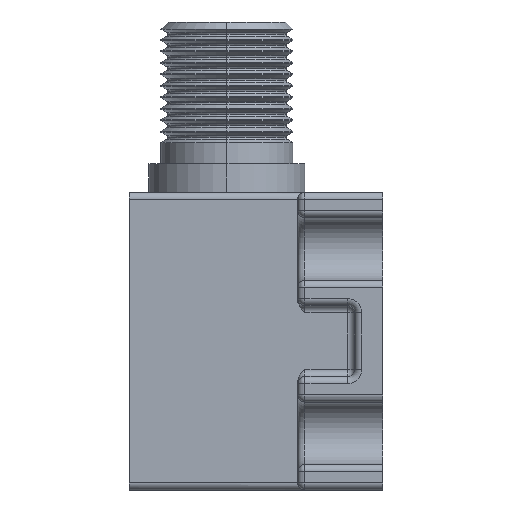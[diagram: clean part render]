
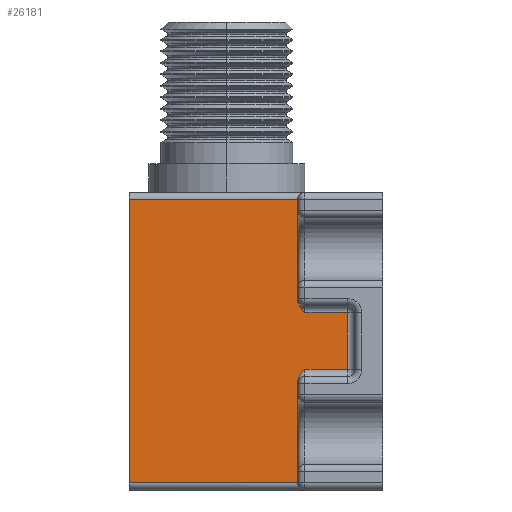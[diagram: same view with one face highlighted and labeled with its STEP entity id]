
A CAD part, left-side view. The second image highlights one B-rep face of the part: STEP entity #26181.
In plain terms, the highlighted planar face has unit normal (-1, 0, 0).
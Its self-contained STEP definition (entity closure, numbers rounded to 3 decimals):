
#11 = CARTESIAN_POINT ( 'NONE',  ( -29., 5.621, 2.121 ) ) ;
#219 = ORIENTED_EDGE ( 'NONE', *, *, #8552, .T. ) ;
#275 = CARTESIAN_POINT ( 'NONE',  ( -29., 6., 10.5 ) ) ;
#514 = EDGE_CURVE ( 'NONE', #17961, #12721, #19388, .T. ) ;
#564 = CARTESIAN_POINT ( 'NONE',  ( -29., 5.5, 2. ) ) ;
#1134 = VERTEX_POINT ( 'NONE', #34383 ) ;
#1296 = LINE ( 'NONE', #31804, #13029 ) ;
#1416 = EDGE_CURVE ( 'NONE', #29822, #25637, #22750, .T. ) ;
#1456 = LINE ( 'NONE', #9042, #20464 ) ;
#2978 = DIRECTION ( 'NONE',  ( 0., 1., 0. ) ) ;
#3198 = LINE ( 'NONE', #31101, #5340 ) ;
#3880 = EDGE_CURVE ( 'NONE', #29822, #1134, #8950, .T. ) ;
#4307 = DIRECTION ( 'NONE',  ( 0., 0., -1. ) ) ;
#4580 = VERTEX_POINT ( 'NONE', #12370 ) ;
#4674 = CARTESIAN_POINT ( 'NONE',  ( -29., 6., 10.5 ) ) ;
#5340 = VECTOR ( 'NONE', #11872, 1000. ) ;
#6739 = B_SPLINE_CURVE_WITH_KNOTS ( 'NONE', 3,
 ( #18345, #29251, #29612, #10016, #23523, #15567 ),
 .UNSPECIFIED., .F., .F.,
 ( 4, 2, 4 ),
 ( 0., 0.001, 0.001 ),
 .UNSPECIFIED. ) ;
#7340 = VERTEX_POINT ( 'NONE', #11640 ) ;
#7372 = DIRECTION ( 'NONE',  ( 1., 0., 0. ) ) ;
#7379 = ORIENTED_EDGE ( 'NONE', *, *, #10355, .T. ) ;
#7984 = CARTESIAN_POINT ( 'NONE',  ( -29., 5.5, -2. ) ) ;
#8552 = EDGE_CURVE ( 'NONE', #25637, #17961, #3198, .T. ) ;
#8874 = CARTESIAN_POINT ( 'NONE',  ( -29., 6., 2.866 ) ) ;
#8950 = LINE ( 'NONE', #275, #11141 ) ;
#9042 = CARTESIAN_POINT ( 'NONE',  ( -29., 0., 2. ) ) ;
#9065 = DIRECTION ( 'NONE',  ( 0., 0., 1. ) ) ;
#9396 = DIRECTION ( 'NONE',  ( 0., 1., 0. ) ) ;
#9455 = PLANE ( 'NONE',  #29315 ) ;
#9832 = CARTESIAN_POINT ( 'NONE',  ( -29., 5.5, 2. ) ) ;
#10016 = CARTESIAN_POINT ( 'NONE',  ( -29., 5.744, -2.244 ) ) ;
#10317 = VERTEX_POINT ( 'NONE', #9832 ) ;
#10355 = EDGE_CURVE ( 'NONE', #4580, #12777, #6739, .T. ) ;
#11141 = VECTOR ( 'NONE', #11539, 1000. ) ;
#11539 = DIRECTION ( 'NONE',  ( 0., 0., -1. ) ) ;
#11640 = CARTESIAN_POINT ( 'NONE',  ( -29., 2.5, -2. ) ) ;
#11699 = CARTESIAN_POINT ( 'NONE',  ( -29., 0., 10.5 ) ) ;
#11872 = DIRECTION ( 'NONE',  ( 0., 0., -1. ) ) ;
#12370 = CARTESIAN_POINT ( 'NONE',  ( -29., 6., -2.866 ) ) ;
#12721 = VERTEX_POINT ( 'NONE', #24442 ) ;
#12777 = VERTEX_POINT ( 'NONE', #7984 ) ;
#13029 = VECTOR ( 'NONE', #9065, 1000. ) ;
#13316 = ORIENTED_EDGE ( 'NONE', *, *, #24376, .T. ) ;
#14109 = ORIENTED_EDGE ( 'NONE', *, *, #36506, .F. ) ;
#14428 = VECTOR ( 'NONE', #4307, 1000. ) ;
#15567 = CARTESIAN_POINT ( 'NONE',  ( -29., 5.5, -2. ) ) ;
#16830 = CARTESIAN_POINT ( 'NONE',  ( -29., 6., 2.693 ) ) ;
#16925 = VECTOR ( 'NONE', #18649, 1000. ) ;
#17010 = VERTEX_POINT ( 'NONE', #23240 ) ;
#17961 = VERTEX_POINT ( 'NONE', #19012 ) ;
#18345 = CARTESIAN_POINT ( 'NONE',  ( -29., 6., -2.866 ) ) ;
#18458 = CARTESIAN_POINT ( 'NONE',  ( -29., 0., -2. ) ) ;
#18649 = DIRECTION ( 'NONE',  ( 0., -1., 0. ) ) ;
#18680 = EDGE_CURVE ( 'NONE', #17010, #10317, #1456, .T. ) ;
#19012 = CARTESIAN_POINT ( 'NONE',  ( -29., 17.9, -10. ) ) ;
#19388 = LINE ( 'NONE', #22158, #19537 ) ;
#19537 = VECTOR ( 'NONE', #30657, 1000. ) ;
#20277 = ORIENTED_EDGE ( 'NONE', *, *, #514, .T. ) ;
#20464 = VECTOR ( 'NONE', #9396, 1000. ) ;
#21814 = EDGE_LOOP ( 'NONE', ( #219, #20277, #14109, #7379, #13316, #26942, #30330, #35122, #23542, #24971 ) ) ;
#22158 = CARTESIAN_POINT ( 'NONE',  ( -29., 0., -10. ) ) ;
#22750 = LINE ( 'NONE', #25514, #26070 ) ;
#23240 = CARTESIAN_POINT ( 'NONE',  ( -29., 2.5, 2. ) ) ;
#23523 = CARTESIAN_POINT ( 'NONE',  ( -29., 5.621, -2.121 ) ) ;
#23542 = ORIENTED_EDGE ( 'NONE', *, *, #3880, .F. ) ;
#24364 = LINE ( 'NONE', #18458, #16925 ) ;
#24376 = EDGE_CURVE ( 'NONE', #12777, #7340, #24364, .T. ) ;
#24442 = CARTESIAN_POINT ( 'NONE',  ( -29., 6., -10. ) ) ;
#24971 = ORIENTED_EDGE ( 'NONE', *, *, #1416, .T. ) ;
#25036 = EDGE_CURVE ( 'NONE', #10317, #1134, #26272, .T. ) ;
#25504 = CARTESIAN_POINT ( 'NONE',  ( -29., 5.744, 2.244 ) ) ;
#25514 = CARTESIAN_POINT ( 'NONE',  ( -29., 17.9, 10. ) ) ;
#25637 = VERTEX_POINT ( 'NONE', #27663 ) ;
#25716 = CARTESIAN_POINT ( 'NONE',  ( -29., 6., 10. ) ) ;
#26070 = VECTOR ( 'NONE', #2978, 1000. ) ;
#26181 = ADVANCED_FACE ( 'NONE', ( #34806 ), #9455, .F. ) ;
#26272 = B_SPLINE_CURVE_WITH_KNOTS ( 'NONE', 3,
 ( #564, #11, #25504, #28109, #16830, #8874 ),
 .UNSPECIFIED., .F., .F.,
 ( 4, 2, 4 ),
 ( 0., 0.001, 0.001 ),
 .UNSPECIFIED. ) ;
#26942 = ORIENTED_EDGE ( 'NONE', *, *, #34310, .T. ) ;
#27663 = CARTESIAN_POINT ( 'NONE',  ( -29., 17.9, 10. ) ) ;
#28109 = CARTESIAN_POINT ( 'NONE',  ( -29., 5.933, 2.529 ) ) ;
#28707 = DIRECTION ( 'NONE',  ( 0., 0., -1. ) ) ;
#29251 = CARTESIAN_POINT ( 'NONE',  ( -29., 6., -2.693 ) ) ;
#29315 = AXIS2_PLACEMENT_3D ( 'NONE', #11699, #7372, #28707 ) ;
#29612 = CARTESIAN_POINT ( 'NONE',  ( -29., 5.933, -2.529 ) ) ;
#29626 = LINE ( 'NONE', #4674, #14428 ) ;
#29822 = VERTEX_POINT ( 'NONE', #25716 ) ;
#30330 = ORIENTED_EDGE ( 'NONE', *, *, #18680, .T. ) ;
#30657 = DIRECTION ( 'NONE',  ( 0., -1., 0. ) ) ;
#31101 = CARTESIAN_POINT ( 'NONE',  ( -29., 17.9, 10.5 ) ) ;
#31804 = CARTESIAN_POINT ( 'NONE',  ( -29., 2.5, 2. ) ) ;
#34310 = EDGE_CURVE ( 'NONE', #7340, #17010, #1296, .T. ) ;
#34383 = CARTESIAN_POINT ( 'NONE',  ( -29., 6., 2.866 ) ) ;
#34806 = FACE_OUTER_BOUND ( 'NONE', #21814, .T. ) ;
#35122 = ORIENTED_EDGE ( 'NONE', *, *, #25036, .T. ) ;
#36506 = EDGE_CURVE ( 'NONE', #4580, #12721, #29626, .T. ) ;
